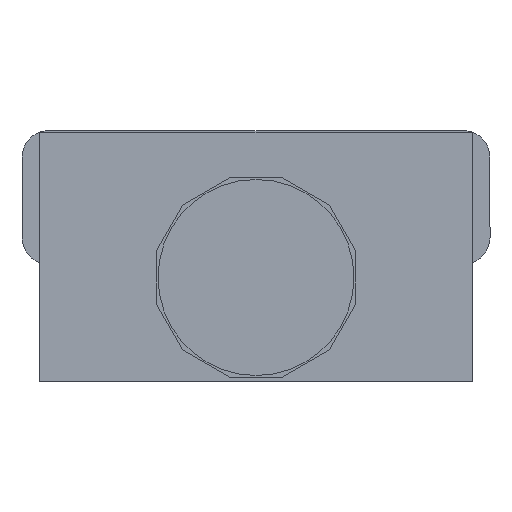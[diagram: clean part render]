
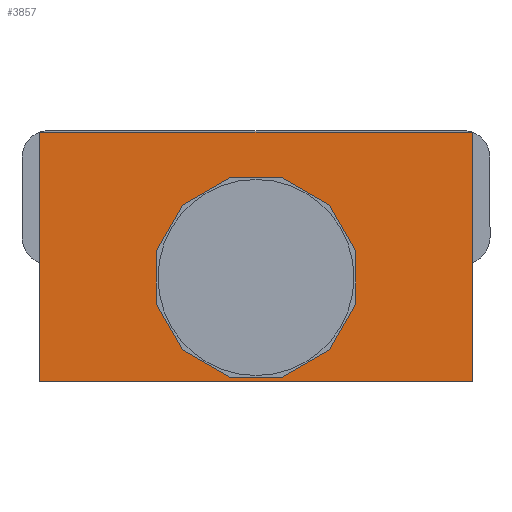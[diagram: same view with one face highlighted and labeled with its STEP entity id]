
A CAD part, left-side view. The second image highlights one B-rep face of the part: STEP entity #3857.
In plain terms, the highlighted planar face has unit normal (-1, 0, 0).
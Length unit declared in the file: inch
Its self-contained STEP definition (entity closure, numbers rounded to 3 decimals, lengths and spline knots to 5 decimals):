
#3042=CARTESIAN_POINT('',(-2.229,0.404,0.49));
#3043=VERTEX_POINT('',#3042);
#3060=CARTESIAN_POINT('',(-2.229,1.164,0.49));
#3061=VERTEX_POINT('',#3060);
#3069=CARTESIAN_POINT('',(-2.229,0.784,0.49));
#3070=DIRECTION('',(-1.0,0.0,0.0));
#3071=DIRECTION('',(0.0,0.0,-1.0));
#3072=AXIS2_PLACEMENT_3D('',#3069,#3070,#3071);
#3073=CIRCLE('',#3072,0.38);
#3074=EDGE_CURVE('',#3061,#3043,#3073,.T.);
#3290=CARTESIAN_POINT('',(-2.229,0.784,0.87));
#3291=VERTEX_POINT('',#3290);
#3801=CARTESIAN_POINT('',(-2.229,-0.236,0.35));
#3802=DIRECTION('',(-1.0,0.0,0.0));
#3803=DIRECTION('',(0.0,0.0,-1.0));
#3804=AXIS2_PLACEMENT_3D('',#3801,#3802,#3803);
#3805=PLANE('',#3804);
#3806=CARTESIAN_POINT('',(-2.229,-0.236,1.175));
#3807=VERTEX_POINT('',#3806);
#3808=CARTESIAN_POINT('',(-2.229,1.804,1.175));
#3809=VERTEX_POINT('',#3808);
#3810=CARTESIAN_POINT('',(-2.229,-0.236,1.175));
#3811=DIRECTION('',(0.0,1.0,0.0));
#3812=VECTOR('',#3811,2.04);
#3813=LINE('',#3810,#3812);
#3814=EDGE_CURVE('',#3807,#3809,#3813,.T.);
#3815=ORIENTED_EDGE('',*,*,#3814,.T.);
#3816=CARTESIAN_POINT('',(-2.229,1.804,0.0));
#3817=VERTEX_POINT('',#3816);
#3818=CARTESIAN_POINT('',(-2.229,1.804,0.0));
#3819=DIRECTION('',(0.0,0.0,1.0));
#3820=VECTOR('',#3819,1.175);
#3821=LINE('',#3818,#3820);
#3822=EDGE_CURVE('',#3817,#3809,#3821,.T.);
#3823=ORIENTED_EDGE('',*,*,#3822,.F.);
#3824=CARTESIAN_POINT('',(-2.229,-0.236,0.0));
#3825=VERTEX_POINT('',#3824);
#3826=CARTESIAN_POINT('',(-2.229,1.804,0.0));
#3827=DIRECTION('',(0.0,-1.0,0.0));
#3828=VECTOR('',#3827,2.04);
#3829=LINE('',#3826,#3828);
#3830=EDGE_CURVE('',#3817,#3825,#3829,.T.);
#3831=ORIENTED_EDGE('',*,*,#3830,.T.);
#3832=CARTESIAN_POINT('',(-2.229,-0.236,0.0));
#3833=DIRECTION('',(0.0,0.0,1.0));
#3834=VECTOR('',#3833,1.175);
#3835=LINE('',#3832,#3834);
#3836=EDGE_CURVE('',#3825,#3807,#3835,.T.);
#3837=ORIENTED_EDGE('',*,*,#3836,.T.);
#3838=EDGE_LOOP('',(#3815,#3823,#3831,#3837));
#3839=FACE_OUTER_BOUND('',#3838,.T.);
#3840=CARTESIAN_POINT('',(-2.229,0.784,0.49));
#3841=DIRECTION('',(-1.0,0.0,0.0));
#3842=DIRECTION('',(0.0,0.0,-1.0));
#3843=AXIS2_PLACEMENT_3D('',#3840,#3841,#3842);
#3844=CIRCLE('',#3843,0.38);
#3845=EDGE_CURVE('',#3291,#3061,#3844,.T.);
#3846=ORIENTED_EDGE('',*,*,#3845,.F.);
#3847=CARTESIAN_POINT('',(-2.229,0.784,0.49));
#3848=DIRECTION('',(-1.0,0.0,0.0));
#3849=DIRECTION('',(0.0,0.0,-1.0));
#3850=AXIS2_PLACEMENT_3D('',#3847,#3848,#3849);
#3851=CIRCLE('',#3850,0.38);
#3852=EDGE_CURVE('',#3043,#3291,#3851,.T.);
#3853=ORIENTED_EDGE('',*,*,#3852,.F.);
#3854=ORIENTED_EDGE('',*,*,#3074,.F.);
#3855=EDGE_LOOP('',(#3846,#3853,#3854));
#3856=FACE_BOUND('',#3855,.T.);
#3857=ADVANCED_FACE('',(#3839,#3856),#3805,.T.);
